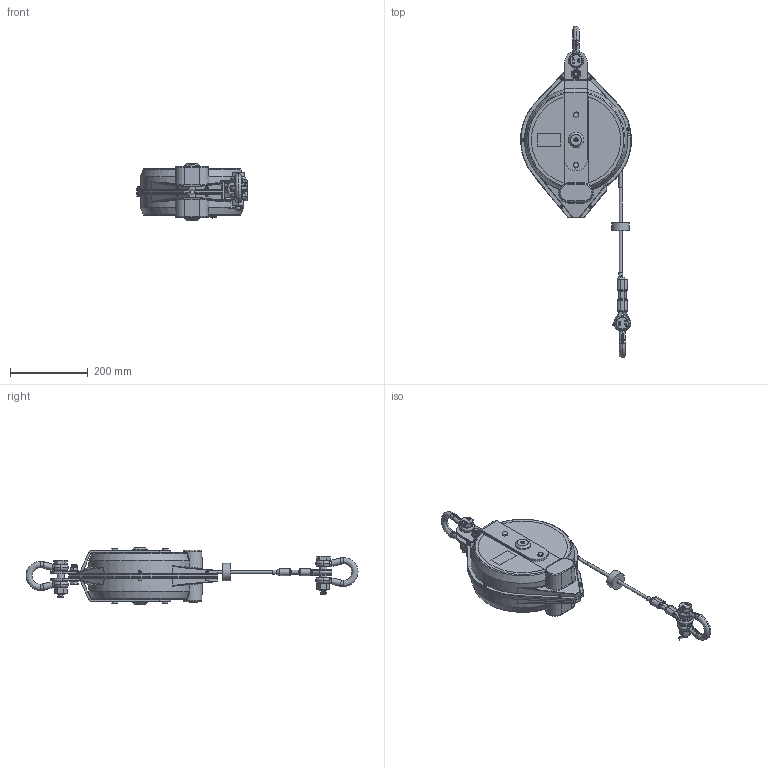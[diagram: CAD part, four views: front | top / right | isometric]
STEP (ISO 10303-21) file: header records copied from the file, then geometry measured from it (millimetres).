
FILE_DESCRIPTION(/* description */ (''),/* implementation_level */ '2;1');
FILE_NAME(/* name */ 'GSE1000-10G GUARD.stp',/* time_stamp */ '2022-04-21T14:42:53+01:00',/* author */ ('Simon.Lewis'),/* organization */ (''),/* preprocessor_version */ 'ST-DEVELOPER v18.1',/* originating_system */ 'Autodesk Inventor 2022',/* authorisation */ '');
FILE_SCHEMA (('AUTOMOTIVE_DESIGN { 1 0 10303 214 3 1 1 }'));
Length unit declared in the file: millimetre
Products named in the file (1): GSE1000-10G GUARD_Simplify_1
Bounding box: 285.65 x 855.98 x 147.4 mm (x, y, z)
Volume: 3747846.1 mm3; surface area: 865713 mm2
Topology: 9 solids, 9 shells, 2893 faces, 7534 edges, 4742 vertices
Faces by surface type: plane 1029, bspline 836, cylinder 612, cone 287, torus 105, sphere 24
Full cylindrical faces by diameter (mm): 3.242 x8, 4.5 x6, 4.917 x8, 5 x8, 5.5 x2, 6 x1, 6.1 x8, 6.647 x12, 6.8 x6, 7.323 x7, 8 x13, 8.5 x6, 9 x7, 9.5 x2, 10 x3, 10.5 x1, 11.053 x1, 11.32 x1, 11.4 x11, 11.445 x1, 12 x3, 12.5 x2, 13 x3, 14 x2, 15.3 x1, 17.2 x1, 17.4 x1, 18 x2, 18.752 x2, 19.5 x2
Entity records: 125337 total; most frequent: CARTESIAN_POINT 59247, ORIENTED_EDGE 14942, DIRECTION 10597, EDGE_CURVE 7471, VERTEX_POINT 4742, AXIS2_PLACEMENT_3D 3854, EDGE_LOOP 3115, FACE_OUTER_BOUND 2893
